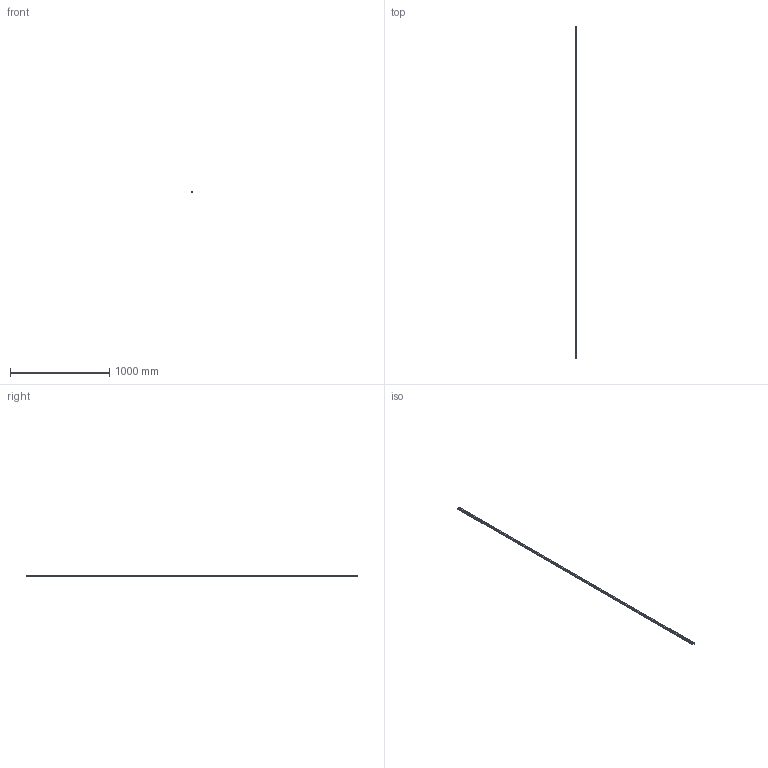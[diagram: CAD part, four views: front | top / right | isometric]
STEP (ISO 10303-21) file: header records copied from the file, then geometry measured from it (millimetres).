
FILE_DESCRIPTION(('STEP AP214'),'1');
FILE_NAME('cctmp_989D1A10-FB9F-4A51-B2AC-122D982636F1_2020_5_18_15_41_10_696..stp','2020-05-18T13:41:11',('HIWIN GmbH'),('CADClick - www.CADClick.com'),'Spatial InterOp 3D',' ','unknown authorization');
FILE_SCHEMA(('AUTOMOTIVE_DESIGN'));
Length unit declared in the file: millimetre
Products named in the file (1): HGR20R3350H_FILE
Bounding box: 20 x 3350 x 17.5 mm (x, y, z)
Volume: 957597.7 mm3; surface area: 284078.9 mm2
Topology: 1 solids, 1 shells, 611 faces, 1311 edges, 874 vertices
Faces by surface type: cylinder 358, plane 253
Entity records: 21793 total; most frequent: DIRECTION 3251, CARTESIAN_POINT 2797, ORIENTED_EDGE 2622, AXIS2_PLACEMENT_3D 1328, EDGE_CURVE 1311, VERTEX_POINT 874, EDGE_LOOP 783, CIRCLE 716
